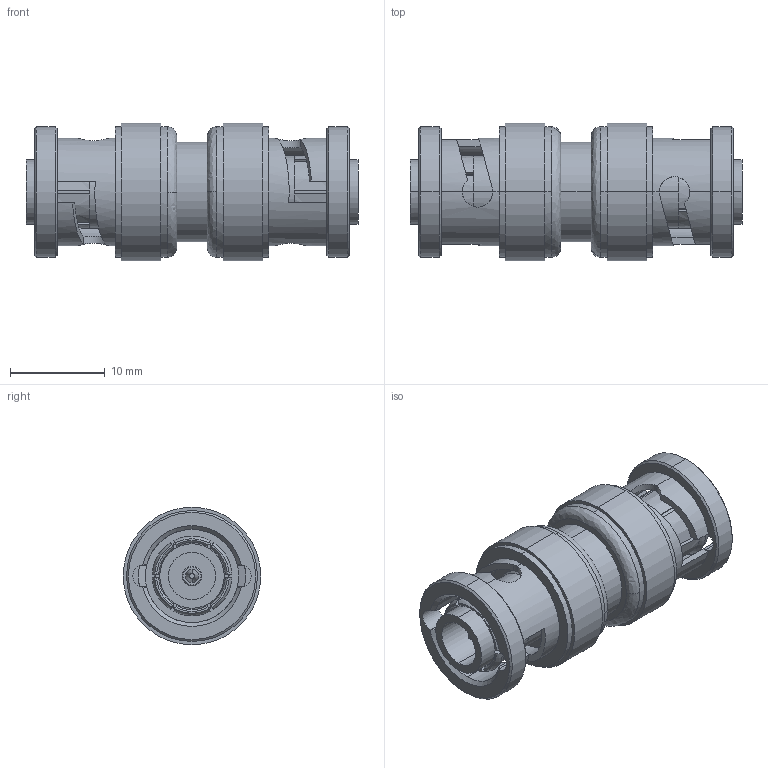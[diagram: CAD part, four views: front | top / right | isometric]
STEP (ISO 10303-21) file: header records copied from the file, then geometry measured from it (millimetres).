
FILE_DESCRIPTION (( 'STEP AP214' ), '1' );
FILE_NAME ('FMAD10125_3D.step', '2025-04-03T22:38:46', ( '' ), ( '' ), 'SwSTEP 2.0', 'SolidWorks 2022', '' );
FILE_SCHEMA (( 'AUTOMOTIVE_DESIGN' ));
Length unit declared in the file: inch
Products named in the file (3): AD-H3; FMAD10125_3D; AD-H3H3
Assembly tree (3 placements, depth 2):
  FMAD10125_3D
    AD-H3  x2
    AD-H3H3
Bounding box: 35 x 14.5 x 14.5 mm (x, y, z)
Volume: 3286.1 mm3; surface area: 3968.9 mm2
Topology: 3 solids, 3 shells, 270 faces, 678 edges, 424 vertices
Faces by surface type: plane 104, cylinder 70, cone 68, bspline 28
Entity records: 4758 total; most frequent: CARTESIAN_POINT 1485, ORIENTED_EDGE 684, DIRECTION 648, EDGE_CURVE 342, AXIS2_PLACEMENT_3D 269, VERTEX_POINT 214, EDGE_LOOP 146, CIRCLE 140
